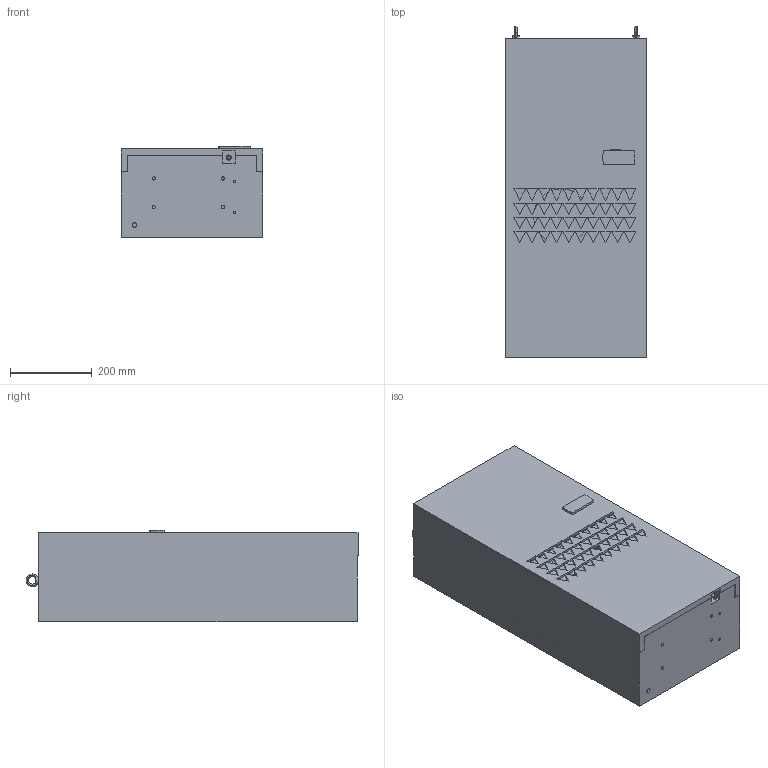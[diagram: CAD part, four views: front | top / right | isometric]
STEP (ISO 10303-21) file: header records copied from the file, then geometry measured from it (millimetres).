
FILE_DESCRIPTION(('STEP AP242'),'1');
FILE_NAME('nsycu1k2p4ul.stp','2021-09-28T15:41:47',('TraceParts'),('TraceParts S.A.'),'Spatial InterOp 3D',' ',' ');
FILE_SCHEMA(('AP242_MANAGED_MODEL_BASED_3D_ENGINEERING_MIM_LF {1 0 10303 442 1 1 4}'));
Length unit declared in the file: millimetre
Products named in the file (1): nsycu1k2p4ul
Bounding box: 348 x 813.66 x 223.5 mm (x, y, z)
Volume: 13380746.3 mm3; surface area: 2037985.1 mm2
Topology: 1 solids, 1 shells, 1084 faces, 2832 edges, 1870 vertices
Faces by surface type: plane 914, extrusion 88, cylinder 58, torus 24
Entity records: 35680 total; most frequent: CARTESIAN_POINT 8892, ORIENTED_EDGE 5664, DIRECTION 4838, EDGE_CURVE 2832, VECTOR 2524, LINE 2436, VERTEX_POINT 1870, EDGE_LOOP 1398
